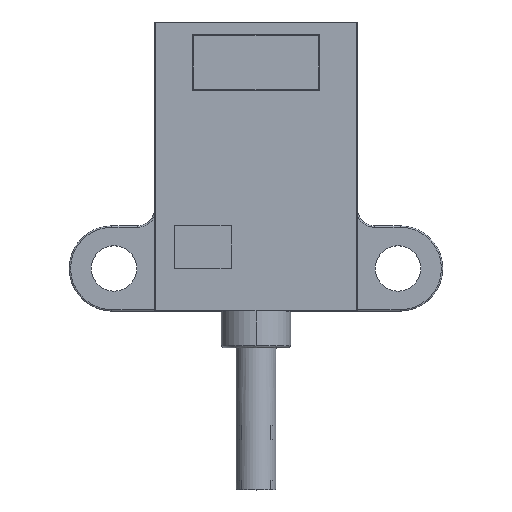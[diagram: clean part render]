
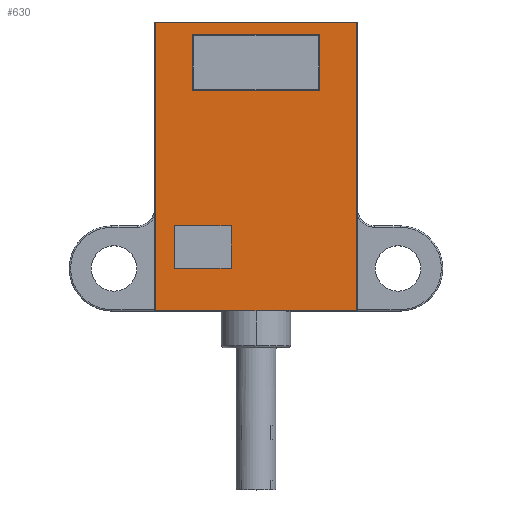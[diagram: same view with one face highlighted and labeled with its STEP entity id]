
A CAD part, top view. The second image highlights one B-rep face of the part: STEP entity #630.
In plain terms, the highlighted planar face has unit normal (0, 0, 1).
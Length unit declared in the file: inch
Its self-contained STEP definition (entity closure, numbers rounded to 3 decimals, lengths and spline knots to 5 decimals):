
#16 = ORIENTED_EDGE ( 'NONE', *, *, #2762, .F. ) ;
#21 = VECTOR ( 'NONE', #2522, 39.37008 ) ;
#24 = VECTOR ( 'NONE', #1402, 39.37008 ) ;
#36 = ORIENTED_EDGE ( 'NONE', *, *, #1044, .T. ) ;
#60 = DIRECTION ( 'NONE',  ( 0., -1., 0. ) ) ;
#67 = ORIENTED_EDGE ( 'NONE', *, *, #258, .T. ) ;
#86 = CARTESIAN_POINT ( 'NONE',  ( -0.27884, 1.87604, 0.14075 ) ) ;
#128 = VERTEX_POINT ( 'NONE', #2361 ) ;
#134 = EDGE_CURVE ( 'NONE', #677, #450, #348, .T. ) ;
#181 = CARTESIAN_POINT ( 'NONE',  ( -0.17057, 1.63571, 0.14075 ) ) ;
#231 = CARTESIAN_POINT ( 'NONE',  ( -0.17057, 1.75382, 0.14075 ) ) ;
#251 = VECTOR ( 'NONE', #614, 39.37008 ) ;
#252 = CARTESIAN_POINT ( 'NONE',  ( -0.37923, 1.87604, 0.14075 ) ) ;
#258 = EDGE_CURVE ( 'NONE', #2413, #2683, #2244, .T. ) ;
#272 = DIRECTION ( 'NONE',  ( 1., 0., 0. ) ) ;
#293 = EDGE_CURVE ( 'NONE', #1315, #2413, #1156, .T. ) ;
#296 = ORIENTED_EDGE ( 'NONE', *, *, #2662, .T. ) ;
#320 = VERTEX_POINT ( 'NONE', #2744 ) ;
#348 = LINE ( 'NONE', #2610, #1090 ) ;
#431 = ORIENTED_EDGE ( 'NONE', *, *, #2791, .F. ) ;
#450 = VERTEX_POINT ( 'NONE', #2153 ) ;
#499 = CARTESIAN_POINT ( 'NONE',  ( -0.32805, 1.63571, 0.14075 ) ) ;
#538 = VERTEX_POINT ( 'NONE', #2633 ) ;
#588 = EDGE_CURVE ( 'NONE', #538, #811, #2680, .T. ) ;
#614 = DIRECTION ( 'NONE',  ( 0., -1., 0. ) ) ;
#619 = CARTESIAN_POINT ( 'NONE',  ( -0.10167, 2.28532, 0.14075 ) ) ;
#630 = ADVANCED_FACE ( 'NONE', ( #1870, #2282, #2267 ), #2308, .T. ) ;
#677 = VERTEX_POINT ( 'NONE', #1828 ) ;
#691 = EDGE_CURVE ( 'NONE', #450, #538, #2091, .T. ) ;
#701 = CARTESIAN_POINT ( 'NONE',  ( -0.10167, 1.63571, 0.14075 ) ) ;
#757 = CARTESIAN_POINT ( 'NONE',  ( -0.49537, 1.5176, 0.14075 ) ) ;
#771 = CARTESIAN_POINT ( 'NONE',  ( -0.10167, 1.75382, 0.14075 ) ) ;
#811 = VERTEX_POINT ( 'NONE', #989 ) ;
#835 = VERTEX_POINT ( 'NONE', #2136 ) ;
#847 = LINE ( 'NONE', #1823, #2841 ) ;
#971 = DIRECTION ( 'NONE',  ( -1., 0., 0. ) ) ;
#984 = LINE ( 'NONE', #757, #2456 ) ;
#989 = CARTESIAN_POINT ( 'NONE',  ( 0.07549, 2.28532, 0.14075 ) ) ;
#1044 = EDGE_CURVE ( 'NONE', #2434, #128, #2024, .T. ) ;
#1073 = ORIENTED_EDGE ( 'NONE', *, *, #2539, .T. ) ;
#1090 = VECTOR ( 'NONE', #1246, 39.37008 ) ;
#1141 = VECTOR ( 'NONE', #1356, 39.37008 ) ;
#1156 = LINE ( 'NONE', #701, #1886 ) ;
#1210 = ORIENTED_EDGE ( 'NONE', *, *, #1258, .T. ) ;
#1214 = CARTESIAN_POINT ( 'NONE',  ( -0.32805, 1.75382, 0.14075 ) ) ;
#1230 = VECTOR ( 'NONE', #1561, 39.37008 ) ;
#1246 = DIRECTION ( 'NONE',  ( -1., 0., 0. ) ) ;
#1258 = EDGE_CURVE ( 'NONE', #811, #677, #2422, .T. ) ;
#1315 = VERTEX_POINT ( 'NONE', #181 ) ;
#1318 = CARTESIAN_POINT ( 'NONE',  ( -0.32805, 1.87604, 0.14075 ) ) ;
#1329 = EDGE_LOOP ( 'NONE', ( #2574, #67, #2852, #296 ) ) ;
#1356 = DIRECTION ( 'NONE',  ( 0., 1., 0. ) ) ;
#1361 = CARTESIAN_POINT ( 'NONE',  ( -0.17057, 1.87604, 0.14075 ) ) ;
#1402 = DIRECTION ( 'NONE',  ( 1., 0., 0. ) ) ;
#1415 = CARTESIAN_POINT ( 'NONE',  ( -0.37923, 2.31681, 0.14075 ) ) ;
#1429 = VECTOR ( 'NONE', #60, 39.37008 ) ;
#1432 = LINE ( 'NONE', #771, #21 ) ;
#1434 = LINE ( 'NONE', #2567, #24 ) ;
#1436 = EDGE_CURVE ( 'NONE', #2683, #1685, #1432, .T. ) ;
#1561 = DIRECTION ( 'NONE',  ( 1., 0., 0. ) ) ;
#1630 = ORIENTED_EDGE ( 'NONE', *, *, #134, .T. ) ;
#1685 = VERTEX_POINT ( 'NONE', #231 ) ;
#1823 = CARTESIAN_POINT ( 'NONE',  ( 0.17589, 1.87604, 0.14075 ) ) ;
#1828 = CARTESIAN_POINT ( 'NONE',  ( 0.07549, 2.12784, 0.14075 ) ) ;
#1860 = CARTESIAN_POINT ( 'NONE',  ( -0.10167, 1.87604, 0.14075 ) ) ;
#1870 = FACE_BOUND ( 'NONE', #1329, .T. ) ;
#1886 = VECTOR ( 'NONE', #2521, 39.37008 ) ;
#1969 = EDGE_LOOP ( 'NONE', ( #2243, #1210, #1630, #2848 ) ) ;
#2020 = DIRECTION ( 'NONE',  ( 0., 1., 0. ) ) ;
#2024 = LINE ( 'NONE', #252, #2176 ) ;
#2043 = DIRECTION ( 'NONE',  ( 0., 1., 0. ) ) ;
#2069 = LINE ( 'NONE', #1361, #1429 ) ;
#2091 = LINE ( 'NONE', #86, #1141 ) ;
#2136 = CARTESIAN_POINT ( 'NONE',  ( 0.17589, 1.5176, 0.14075 ) ) ;
#2153 = CARTESIAN_POINT ( 'NONE',  ( -0.27884, 2.12784, 0.14075 ) ) ;
#2176 = VECTOR ( 'NONE', #2723, 39.37008 ) ;
#2189 = CARTESIAN_POINT ( 'NONE',  ( 0.07549, 1.87604, 0.14075 ) ) ;
#2243 = ORIENTED_EDGE ( 'NONE', *, *, #588, .T. ) ;
#2244 = LINE ( 'NONE', #1318, #2356 ) ;
#2267 = FACE_OUTER_BOUND ( 'NONE', #2489, .T. ) ;
#2282 = FACE_BOUND ( 'NONE', #1969, .T. ) ;
#2308 = PLANE ( 'NONE',  #2402 ) ;
#2356 = VECTOR ( 'NONE', #2020, 39.37008 ) ;
#2361 = CARTESIAN_POINT ( 'NONE',  ( -0.37923, 1.5176, 0.14075 ) ) ;
#2402 = AXIS2_PLACEMENT_3D ( 'NONE', #1860, #2529, #272 ) ;
#2413 = VERTEX_POINT ( 'NONE', #499 ) ;
#2422 = LINE ( 'NONE', #2189, #251 ) ;
#2434 = VERTEX_POINT ( 'NONE', #1415 ) ;
#2456 = VECTOR ( 'NONE', #971, 39.37008 ) ;
#2489 = EDGE_LOOP ( 'NONE', ( #16, #36, #431, #1073 ) ) ;
#2521 = DIRECTION ( 'NONE',  ( -1., 0., 0. ) ) ;
#2522 = DIRECTION ( 'NONE',  ( 1., 0., 0. ) ) ;
#2529 = DIRECTION ( 'NONE',  ( 0., 0., 1. ) ) ;
#2539 = EDGE_CURVE ( 'NONE', #835, #320, #847, .T. ) ;
#2567 = CARTESIAN_POINT ( 'NONE',  ( 0.18376, 2.31681, 0.14075 ) ) ;
#2574 = ORIENTED_EDGE ( 'NONE', *, *, #293, .T. ) ;
#2610 = CARTESIAN_POINT ( 'NONE',  ( -0.10167, 2.12784, 0.14075 ) ) ;
#2633 = CARTESIAN_POINT ( 'NONE',  ( -0.27884, 2.28532, 0.14075 ) ) ;
#2662 = EDGE_CURVE ( 'NONE', #1685, #1315, #2069, .T. ) ;
#2680 = LINE ( 'NONE', #619, #1230 ) ;
#2683 = VERTEX_POINT ( 'NONE', #1214 ) ;
#2723 = DIRECTION ( 'NONE',  ( 0., -1., 0. ) ) ;
#2744 = CARTESIAN_POINT ( 'NONE',  ( 0.17589, 2.31681, 0.14075 ) ) ;
#2762 = EDGE_CURVE ( 'NONE', #2434, #320, #1434, .T. ) ;
#2791 = EDGE_CURVE ( 'NONE', #835, #128, #984, .T. ) ;
#2841 = VECTOR ( 'NONE', #2043, 39.37008 ) ;
#2848 = ORIENTED_EDGE ( 'NONE', *, *, #691, .T. ) ;
#2852 = ORIENTED_EDGE ( 'NONE', *, *, #1436, .T. ) ;
